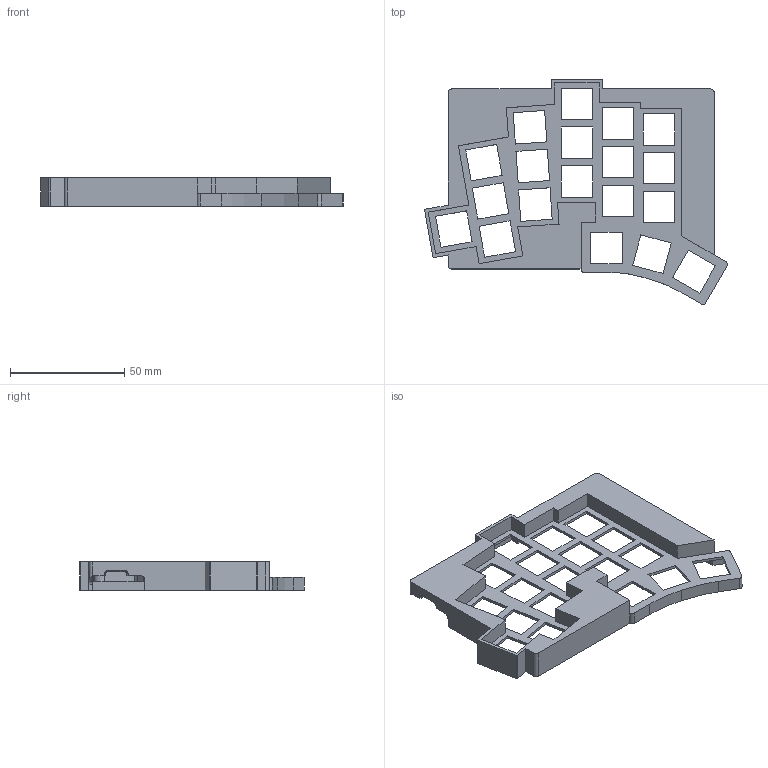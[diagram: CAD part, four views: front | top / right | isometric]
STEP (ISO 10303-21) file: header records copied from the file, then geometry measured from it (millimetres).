
FILE_DESCRIPTION(/* description */ ('','CAx-IF Rec.Pracs.---Representation and Presentation of Product Manufacturing Information (PMI)---4.0---2014-10-13'),/* implementation_level */ '2;1');
FILE_NAME(/* name */ 'TOTEM__top_L_No_Screw_No_Logo.step',/* time_stamp */ '2025-03-13T05:23:47+09:00',/* author */ (''),/* organization */ (''),/* preprocessor_version */ 'ST-DEVELOPER v20',/* originating_system */ 'Autodesk Translation Framework v13.20.0.188',/* authorisation */ '');
FILE_SCHEMA (('AP242_MANAGED_MODEL_BASED_3D_ENGINEERING_MIM_LF { 1 0 10303 442 1 1 4 }'));
Length unit declared in the file: millimetre
Products named in the file (1): TOTEM case_v08_7mm_keeb_usb
Bounding box: 132.74 x 98.65 x 12.5 mm (x, y, z)
Volume: 19029.9 mm3; surface area: 27640.9 mm2
Topology: 1 solids, 1 shells, 367 faces, 1012 edges, 670 vertices
Faces by surface type: plane 326, cylinder 31, cone 6, bspline 4
Full cylindrical faces by diameter (mm): 3.2 x4
Entity records: 11699 total; most frequent: CARTESIAN_POINT 2177, ORIENTED_EDGE 2024, DIRECTION 1802, EDGE_CURVE 1012, LINE 934, VECTOR 934, VERTEX_POINT 670, AXIS2_PLACEMENT_3D 434
